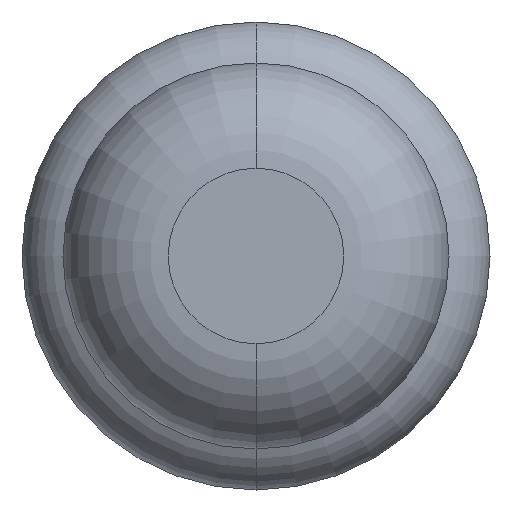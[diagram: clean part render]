
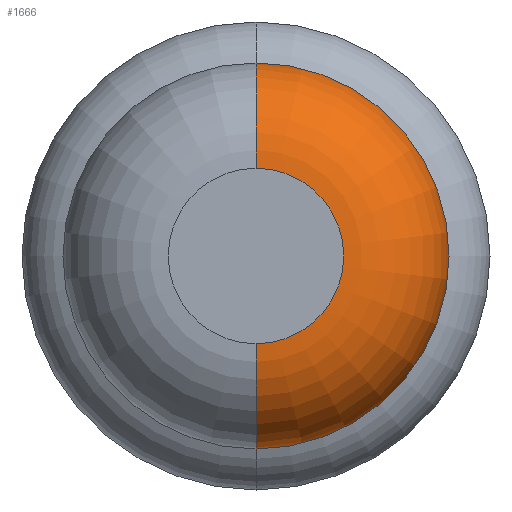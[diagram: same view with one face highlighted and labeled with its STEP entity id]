
A CAD part, front view. The second image highlights one B-rep face of the part: STEP entity #1666.
In plain terms, the highlighted toroidal (fillet/blend) face has major radius 0.375 mm and minor radius 0.45 mm.
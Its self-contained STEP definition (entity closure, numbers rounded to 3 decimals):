
#8 = ORIENTED_EDGE ( 'NONE', *, *, #3605, .T. ) ;
#60 = CIRCLE ( 'NONE', #684, 0.45 ) ;
#85 = ORIENTED_EDGE ( 'NONE', *, *, #1716, .T. ) ;
#156 = DIRECTION ( 'NONE',  ( 0., 0., 1. ) ) ;
#217 = AXIS2_PLACEMENT_3D ( 'NONE', #3902, #2346, #2373 ) ;
#386 = VERTEX_POINT ( 'NONE', #1009 ) ;
#399 = CARTESIAN_POINT ( 'NONE',  ( 0., -23.55, 0.825 ) ) ;
#434 = AXIS2_PLACEMENT_3D ( 'NONE', #3342, #1166, #3661 ) ;
#506 = VERTEX_POINT ( 'NONE', #3575 ) ;
#561 = TOROIDAL_SURFACE ( 'NONE', #434, 0.375, 0.45 ) ;
#684 = AXIS2_PLACEMENT_3D ( 'NONE', #2154, #935, #3072 ) ;
#813 = VERTEX_POINT ( 'NONE', #2014 ) ;
#935 = DIRECTION ( 'NONE',  ( 1., 0., 0. ) ) ;
#944 = DIRECTION ( 'NONE',  ( 0., 0., 1. ) ) ;
#1009 = CARTESIAN_POINT ( 'NONE',  ( 0., -24., 0.375 ) ) ;
#1016 = VERTEX_POINT ( 'NONE', #399 ) ;
#1166 = DIRECTION ( 'NONE',  ( 0., 1., 0. ) ) ;
#1237 = DIRECTION ( 'NONE',  ( 0., 1., 0. ) ) ;
#1354 = FACE_OUTER_BOUND ( 'NONE', #2355, .T. ) ;
#1465 = AXIS2_PLACEMENT_3D ( 'NONE', #1513, #1237, #944 ) ;
#1513 = CARTESIAN_POINT ( 'NONE',  ( 0., -23.55, 0. ) ) ;
#1600 = EDGE_CURVE ( 'NONE', #386, #1016, #2907, .T. ) ;
#1618 = DIRECTION ( 'NONE',  ( 0., 1., 0. ) ) ;
#1666 = ADVANCED_FACE ( 'Defeature ausgef�hrt1_2', ( #1354 ), #561, .T. ) ;
#1716 = EDGE_CURVE ( 'NONE', #813, #506, #60, .T. ) ;
#1993 = ORIENTED_EDGE ( 'NONE', *, *, #3476, .F. ) ;
#2014 = CARTESIAN_POINT ( 'NONE',  ( 0., -24., -0.375 ) ) ;
#2094 = AXIS2_PLACEMENT_3D ( 'NONE', #2610, #1618, #156 ) ;
#2154 = CARTESIAN_POINT ( 'NONE',  ( 0., -23.55, -0.375 ) ) ;
#2346 = DIRECTION ( 'NONE',  ( -1., 0., 0. ) ) ;
#2355 = EDGE_LOOP ( 'NONE', ( #8, #85, #1993, #2603 ) ) ;
#2373 = DIRECTION ( 'NONE',  ( 0., 0., 1. ) ) ;
#2603 = ORIENTED_EDGE ( 'NONE', *, *, #1600, .F. ) ;
#2610 = CARTESIAN_POINT ( 'NONE',  ( 0., -24., 0. ) ) ;
#2907 = CIRCLE ( 'NONE', #217, 0.45 ) ;
#3072 = DIRECTION ( 'NONE',  ( 0., 0., -1. ) ) ;
#3229 = CIRCLE ( 'NONE', #1465, 0.825 ) ;
#3342 = CARTESIAN_POINT ( 'NONE',  ( 0., -23.55, 0. ) ) ;
#3476 = EDGE_CURVE ( 'Defeature ausgef�hrt1_3+Defeature ausgef�hrt1_2+Defeature ausgef�hrt1_2+Defeature ausgef�hrt1_2', #1016, #506, #3229, .T. ) ;
#3575 = CARTESIAN_POINT ( 'NONE',  ( 0., -23.55, -0.825 ) ) ;
#3605 = EDGE_CURVE ( 'Defeature ausgef�hrt1_2+Defeature ausgef�hrt1_1+Defeature ausgef�hrt1_1+Defeature ausgef�hrt1_1', #386, #813, #3805, .T. ) ;
#3661 = DIRECTION ( 'NONE',  ( 0., 0., 1. ) ) ;
#3805 = CIRCLE ( 'NONE', #2094, 0.375 ) ;
#3902 = CARTESIAN_POINT ( 'NONE',  ( 0., -23.55, 0.375 ) ) ;
